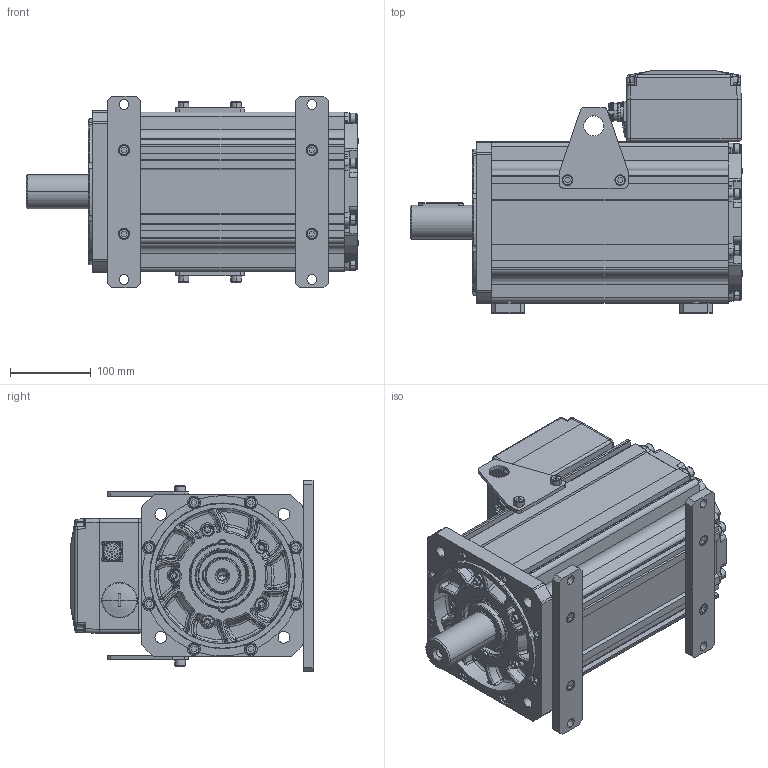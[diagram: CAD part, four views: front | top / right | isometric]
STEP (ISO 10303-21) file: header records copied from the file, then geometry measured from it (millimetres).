
FILE_DESCRIPTION((''),'2;1');
FILE_NAME('50221N-0_SW0001','2016-06-04T',('yanyerong'),(''),'PRO/ENGINEER BY PARAMETRIC TECHNOLOGY CORPORATION, 2010430','PRO/ENGINEER BY PARAMETRIC TECHNOLOGY CORPORATION, 2010430','');
FILE_SCHEMA(('CONFIG_CONTROL_DESIGN'));
Products named in the file (1): 50221N-0_SW0001
Bounding box: 410 x 299 x 236 mm (x, y, z)
Surface area: 1053564.1 mm2 (no closed solid volume)
Topology: 0 solids, 108 shells, 2429 faces, 6732 edges, 4403 vertices
Faces by surface type: plane 829, cylinder 591, bspline 417, torus 280, cone 236, sphere 76
Entity records: 102217 total; most frequent: CARTESIAN_POINT 42376, DIRECTION 12456, ORIENTED_EDGE 11979, EDGE_CURVE 6725, AXIS2_PLACEMENT_3D 4867, VERTEX_POINT 4403, CIRCLE 2855, VECTOR 2722
